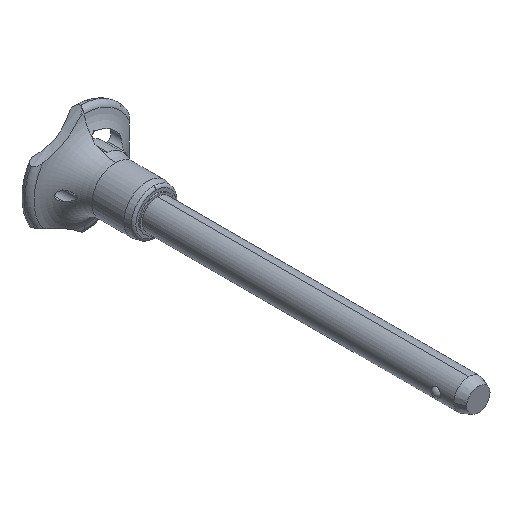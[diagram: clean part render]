
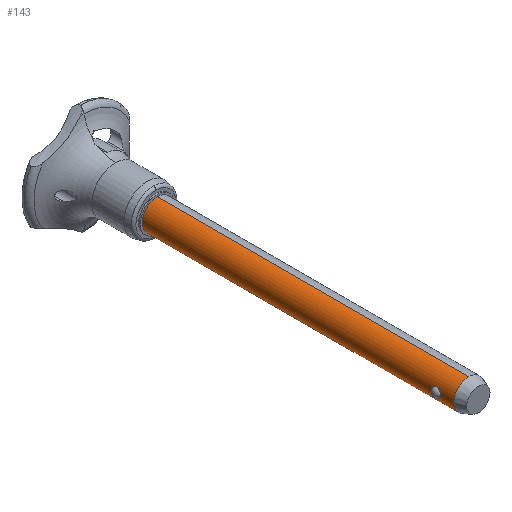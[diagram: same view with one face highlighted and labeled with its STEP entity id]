
A CAD part, isometric view. The second image highlights one B-rep face of the part: STEP entity #143.
In plain terms, the highlighted cylindrical face has radius 3.969 mm (diameter 7.938 mm), a partial arc.
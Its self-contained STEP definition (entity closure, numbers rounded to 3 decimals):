
#143=ADVANCED_FACE('',(#303,#304),#305,.T.);
#303=FACE_OUTER_BOUND('',#475,.T.);
#304=FACE_BOUND('',#476,.T.);
#305=CYLINDRICAL_SURFACE('',#477,3.969);
#475=EDGE_LOOP('',(#859,#860,#861,#862,#863));
#476=EDGE_LOOP('',(#864,#865));
#477=AXIS2_PLACEMENT_3D('',#866,#867,#868);
#859=ORIENTED_EDGE('',*,*,#1218,.F.);
#860=ORIENTED_EDGE('',*,*,#1062,.T.);
#861=ORIENTED_EDGE('',*,*,#1184,.T.);
#862=ORIENTED_EDGE('',*,*,#1219,.F.);
#863=ORIENTED_EDGE('',*,*,#1075,.F.);
#864=ORIENTED_EDGE('',*,*,#1054,.T.);
#865=ORIENTED_EDGE('',*,*,#1055,.T.);
#866=CARTESIAN_POINT('',(0.,-42.291,0.0));
#867=DIRECTION('',(0.,1.0,0.0));
#868=DIRECTION('',(0.0,0.0,-1.0));
#1054=EDGE_CURVE('',#1259,#1260,#1261,.T.);
#1055=EDGE_CURVE('',#1260,#1259,#1262,.T.);
#1062=EDGE_CURVE('',#1274,#1272,#1275,.T.);
#1075=EDGE_CURVE('',#1297,#1298,#1299,.T.);
#1184=EDGE_CURVE('',#1272,#1472,#1474,.T.);
#1218=EDGE_CURVE('',#1274,#1297,#1518,.T.);
#1219=EDGE_CURVE('',#1298,#1472,#1519,.T.);
#1259=VERTEX_POINT('',#1565);
#1260=VERTEX_POINT('',#1566);
#1261=B_SPLINE_CURVE_WITH_KNOTS('',3,(#1567,#1568,#1569,#1570,#1571,#1572,#1573,#1574,#1575,#1576,#1577,#1578,#1579,#1580,#1581,#1582,#1583,#1584,#1585,#1586,#1587,#1588,#1589,#1590,#1591,#1592),.UNSPECIFIED.,.F.,.F.,(4,2,2,2,2,2,2,2,2,2,2,2,4),(0.0,0.401,0.802,0.988,1.174,1.485,1.795,2.106,2.416,2.603,2.789,3.19,3.59),.UNSPECIFIED.);
#1262=B_SPLINE_CURVE_WITH_KNOTS('',3,(#1593,#1594,#1595,#1596,#1597,#1598,#1599,#1600,#1601,#1602,#1603,#1604,#1605,#1606,#1607,#1608,#1609,#1610,#1611,#1612,#1613,#1614,#1615,#1616,#1617,#1618),.UNSPECIFIED.,.F.,.F.,(4,2,2,2,2,2,2,2,2,2,2,2,4),(3.59,3.991,4.392,4.578,4.764,5.075,5.386,5.696,6.007,6.193,6.379,6.78,7.181),.UNSPECIFIED.);
#1272=VERTEX_POINT('',#1645);
#1274=VERTEX_POINT('',#1648);
#1275=CIRCLE('',#1649,3.969);
#1297=VERTEX_POINT('',#1706);
#1298=VERTEX_POINT('',#1707);
#1299=CIRCLE('',#1708,3.969);
#1472=VERTEX_POINT('',#2694);
#1474=CIRCLE('',#2696,3.969);
#1518=LINE('',#3033,#3034);
#1519=LINE('',#3035,#3036);
#1565=CARTESIAN_POINT('',(-3.776,-77.364,1.222));
#1566=CARTESIAN_POINT('',(-3.776,-77.364,-1.222));
#1567=CARTESIAN_POINT('',(-3.776,-77.364,1.222));
#1568=CARTESIAN_POINT('',(-3.776,-77.497,1.222));
#1569=CARTESIAN_POINT('',(-3.784,-77.64,1.197));
#1570=CARTESIAN_POINT('',(-3.815,-77.904,1.095));
#1571=CARTESIAN_POINT('',(-3.837,-78.026,1.018));
#1572=CARTESIAN_POINT('',(-3.868,-78.169,0.889));
#1573=CARTESIAN_POINT('',(-3.879,-78.216,0.841));
#1574=CARTESIAN_POINT('',(-3.9,-78.299,0.736));
#1575=CARTESIAN_POINT('',(-3.911,-78.336,0.68));
#1576=CARTESIAN_POINT('',(-3.933,-78.417,0.536));
#1577=CARTESIAN_POINT('',(-3.947,-78.459,0.432));
#1578=CARTESIAN_POINT('',(-3.964,-78.515,0.216));
#1579=CARTESIAN_POINT('',(-3.969,-78.528,0.104));
#1580=CARTESIAN_POINT('',(-3.969,-78.528,-0.104));
#1581=CARTESIAN_POINT('',(-3.964,-78.515,-0.216));
#1582=CARTESIAN_POINT('',(-3.947,-78.459,-0.432));
#1583=CARTESIAN_POINT('',(-3.933,-78.417,-0.536));
#1584=CARTESIAN_POINT('',(-3.911,-78.336,-0.68));
#1585=CARTESIAN_POINT('',(-3.9,-78.299,-0.736));
#1586=CARTESIAN_POINT('',(-3.879,-78.216,-0.841));
#1587=CARTESIAN_POINT('',(-3.868,-78.169,-0.889));
#1588=CARTESIAN_POINT('',(-3.837,-78.026,-1.018));
#1589=CARTESIAN_POINT('',(-3.815,-77.904,-1.095));
#1590=CARTESIAN_POINT('',(-3.784,-77.64,-1.197));
#1591=CARTESIAN_POINT('',(-3.776,-77.497,-1.222));
#1592=CARTESIAN_POINT('',(-3.776,-77.364,-1.222));
#1593=CARTESIAN_POINT('',(-3.776,-77.364,-1.222));
#1594=CARTESIAN_POINT('',(-3.776,-77.23,-1.222));
#1595=CARTESIAN_POINT('',(-3.784,-77.088,-1.197));
#1596=CARTESIAN_POINT('',(-3.815,-76.824,-1.095));
#1597=CARTESIAN_POINT('',(-3.837,-76.702,-1.018));
#1598=CARTESIAN_POINT('',(-3.868,-76.558,-0.889));
#1599=CARTESIAN_POINT('',(-3.879,-76.512,-0.841));
#1600=CARTESIAN_POINT('',(-3.9,-76.428,-0.736));
#1601=CARTESIAN_POINT('',(-3.911,-76.391,-0.68));
#1602=CARTESIAN_POINT('',(-3.933,-76.311,-0.536));
#1603=CARTESIAN_POINT('',(-3.947,-76.268,-0.432));
#1604=CARTESIAN_POINT('',(-3.964,-76.213,-0.216));
#1605=CARTESIAN_POINT('',(-3.969,-76.2,-0.104));
#1606=CARTESIAN_POINT('',(-3.969,-76.2,0.104));
#1607=CARTESIAN_POINT('',(-3.964,-76.213,0.216));
#1608=CARTESIAN_POINT('',(-3.947,-76.268,0.432));
#1609=CARTESIAN_POINT('',(-3.933,-76.311,0.536));
#1610=CARTESIAN_POINT('',(-3.911,-76.391,0.68));
#1611=CARTESIAN_POINT('',(-3.9,-76.428,0.736));
#1612=CARTESIAN_POINT('',(-3.879,-76.512,0.841));
#1613=CARTESIAN_POINT('',(-3.868,-76.558,0.889));
#1614=CARTESIAN_POINT('',(-3.837,-76.702,1.018));
#1615=CARTESIAN_POINT('',(-3.815,-76.824,1.095));
#1616=CARTESIAN_POINT('',(-3.784,-77.088,1.197));
#1617=CARTESIAN_POINT('',(-3.776,-77.23,1.222));
#1618=CARTESIAN_POINT('',(-3.776,-77.364,1.222));
#1645=CARTESIAN_POINT('',(-3.969,-82.067,0.));
#1648=CARTESIAN_POINT('',(0.,-82.067,-3.969));
#1649=AXIS2_PLACEMENT_3D('',#3335,#3336,#3337);
#1706=CARTESIAN_POINT('',(0.,0.0,-3.969));
#1707=CARTESIAN_POINT('',(0.,0.,3.969));
#1708=AXIS2_PLACEMENT_3D('',#3360,#3361,#3362);
#2694=CARTESIAN_POINT('',(0.,-82.067,3.969));
#2696=AXIS2_PLACEMENT_3D('',#3511,#3512,#3513);
#3033=CARTESIAN_POINT('',(0.,-42.291,-3.969));
#3034=VECTOR('',#3535,1.0);
#3035=CARTESIAN_POINT('',(0.,-42.291,3.969));
#3036=VECTOR('',#3536,1.0);
#3335=CARTESIAN_POINT('',(0.,-82.067,0.0));
#3336=DIRECTION('',(0.,1.0,0.));
#3337=DIRECTION('',(0.,0.,-1.0));
#3360=CARTESIAN_POINT('',(0.,0.0,0.0));
#3361=DIRECTION('',(0.,1.0,0.0));
#3362=DIRECTION('',(0.0,0.0,-1.0));
#3511=CARTESIAN_POINT('',(0.,-82.067,0.0));
#3512=DIRECTION('',(0.,1.0,0.));
#3513=DIRECTION('',(0.,0.,-1.0));
#3535=DIRECTION('',(0.,1.0,0.0));
#3536=DIRECTION('',(0.,-1.0,-0.0));
